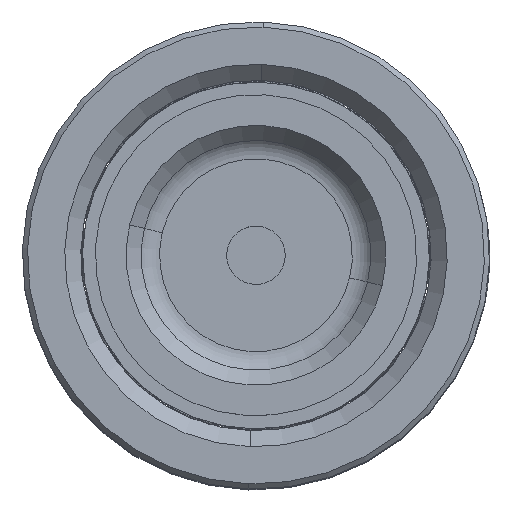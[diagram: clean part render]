
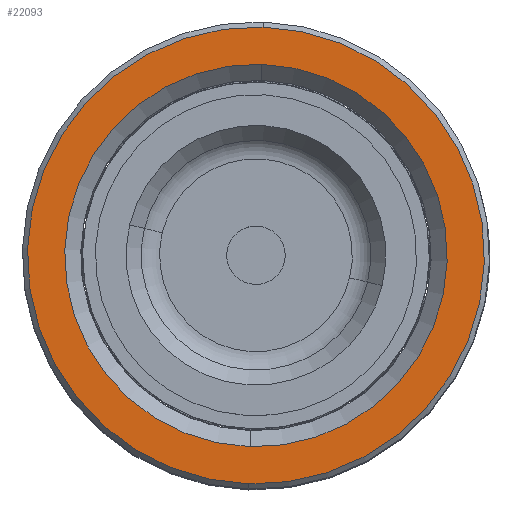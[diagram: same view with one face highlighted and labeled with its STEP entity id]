
A CAD part, top view. The second image highlights one B-rep face of the part: STEP entity #22093.
In plain terms, the highlighted planar face has unit normal (0, 0, 1).
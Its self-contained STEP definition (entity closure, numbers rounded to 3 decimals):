
#1113 = VERTEX_POINT ( 'NONE', #36367 ) ;
#1447 = CARTESIAN_POINT ( 'NONE',  ( 0., 0., 80. ) ) ;
#2292 = CIRCLE ( 'NONE', #22924, 31.3 ) ;
#4001 = AXIS2_PLACEMENT_3D ( 'NONE', #8446, #31135, #21802 ) ;
#4663 = DIRECTION ( 'NONE',  ( 1., 0., 0. ) ) ;
#4696 = DIRECTION ( 'NONE',  ( 0., 0., 1. ) ) ;
#4799 = DIRECTION ( 'NONE',  ( 0., 0., -1. ) ) ;
#4922 = EDGE_CURVE ( 'NONE', #15248, #20471, #2292, .T. ) ;
#5670 = CIRCLE ( 'NONE', #37436, 26.2 ) ;
#8423 = ORIENTED_EDGE ( 'NONE', *, *, #4922, .T. ) ;
#8446 = CARTESIAN_POINT ( 'NONE',  ( 0., 0., 80. ) ) ;
#8564 = EDGE_CURVE ( 'NONE', #20471, #15248, #21446, .T. ) ;
#12217 = DIRECTION ( 'NONE',  ( 0., 0., 1. ) ) ;
#12352 = CARTESIAN_POINT ( 'NONE',  ( 0., 0., 80. ) ) ;
#14391 = VERTEX_POINT ( 'NONE', #37928 ) ;
#15248 = VERTEX_POINT ( 'NONE', #21366 ) ;
#15385 = EDGE_LOOP ( 'NONE', ( #8423, #16011 ) ) ;
#16011 = ORIENTED_EDGE ( 'NONE', *, *, #8564, .T. ) ;
#17914 = CIRCLE ( 'NONE', #34649, 26.2 ) ;
#17920 = DIRECTION ( 'NONE',  ( 1., 0., 0. ) ) ;
#18668 = DIRECTION ( 'NONE',  ( 1., 0., 0. ) ) ;
#18958 = CARTESIAN_POINT ( 'NONE',  ( 0., 0., 80. ) ) ;
#20471 = VERTEX_POINT ( 'NONE', #39222 ) ;
#20632 = CARTESIAN_POINT ( 'NONE',  ( 0., 0., 80. ) ) ;
#21366 = CARTESIAN_POINT ( 'NONE',  ( -31.3, 0., 80. ) ) ;
#21446 = CIRCLE ( 'NONE', #33009, 31.3 ) ;
#21802 = DIRECTION ( 'NONE',  ( 1., 0., 0. ) ) ;
#22093 = ADVANCED_FACE ( 'NONE', ( #22726, #27790 ), #36902, .T. ) ;
#22726 = FACE_OUTER_BOUND ( 'NONE', #15385, .T. ) ;
#22924 = AXIS2_PLACEMENT_3D ( 'NONE', #12352, #12217, #18668 ) ;
#25329 = DIRECTION ( 'NONE',  ( 0., 0., -1. ) ) ;
#26269 = EDGE_LOOP ( 'NONE', ( #32315, #31702 ) ) ;
#27114 = EDGE_CURVE ( 'NONE', #14391, #1113, #17914, .T. ) ;
#27790 = FACE_BOUND ( 'NONE', #26269, .T. ) ;
#31135 = DIRECTION ( 'NONE',  ( 0., 0., 1. ) ) ;
#31702 = ORIENTED_EDGE ( 'NONE', *, *, #27114, .T. ) ;
#32315 = ORIENTED_EDGE ( 'NONE', *, *, #32981, .T. ) ;
#32981 = EDGE_CURVE ( 'NONE', #1113, #14391, #5670, .T. ) ;
#33009 = AXIS2_PLACEMENT_3D ( 'NONE', #20632, #4696, #17920 ) ;
#34649 = AXIS2_PLACEMENT_3D ( 'NONE', #18958, #25329, #34772 ) ;
#34772 = DIRECTION ( 'NONE',  ( 1., 0., 0. ) ) ;
#36367 = CARTESIAN_POINT ( 'NONE',  ( 26.2, 0., 80. ) ) ;
#36902 = PLANE ( 'NONE',  #4001 ) ;
#37436 = AXIS2_PLACEMENT_3D ( 'NONE', #1447, #4799, #4663 ) ;
#37928 = CARTESIAN_POINT ( 'NONE',  ( -26.2, 0., 80. ) ) ;
#39222 = CARTESIAN_POINT ( 'NONE',  ( 31.3, 0., 80. ) ) ;
